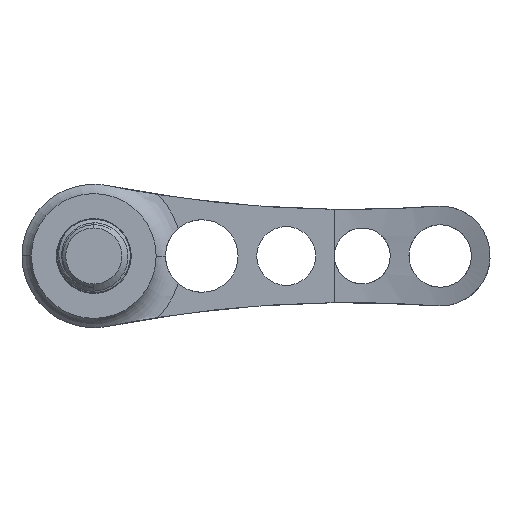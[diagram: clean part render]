
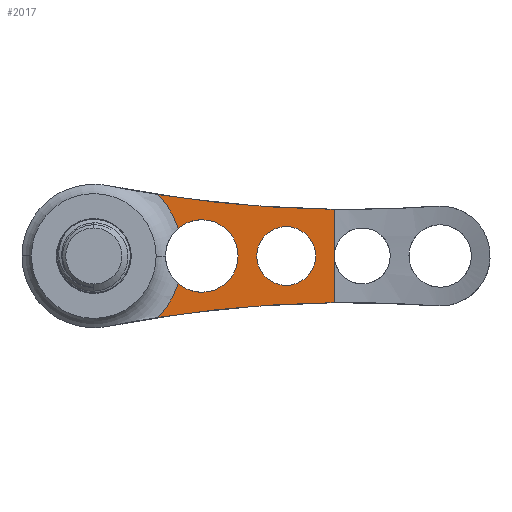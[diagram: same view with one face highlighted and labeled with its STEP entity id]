
A CAD part, left-side view. The second image highlights one B-rep face of the part: STEP entity #2017.
In plain terms, the highlighted face is planar.
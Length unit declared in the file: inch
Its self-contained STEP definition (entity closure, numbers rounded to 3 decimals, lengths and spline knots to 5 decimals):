
#105 = CIRCLE ( 'NONE', #1200, 0.22877 ) ;
#325 = CARTESIAN_POINT ( 'NONE',  ( -0.17424, 1.65176, 0.19685 ) ) ;
#393 = FACE_OUTER_BOUND ( 'NONE', #3983, .T. ) ;
#395 = DIRECTION ( 'NONE',  ( 0., 0., -1. ) ) ;
#474 = DIRECTION ( 'NONE',  ( 0., -1., 0. ) ) ;
#528 = EDGE_CURVE ( 'NONE', #4243, #6081, #9691, .T. ) ;
#559 = AXIS2_PLACEMENT_3D ( 'NONE', #7281, #9464, #474 ) ;
#600 = EDGE_CURVE ( 'NONE', #1954, #2553, #1454, .T. ) ;
#964 = CARTESIAN_POINT ( 'NONE',  ( 0., 0.97124, 0.19685 ) ) ;
#979 = DIRECTION ( 'NONE',  ( 0., -1., 0. ) ) ;
#1020 = AXIS2_PLACEMENT_3D ( 'NONE', #964, #6991, #5747 ) ;
#1126 = CARTESIAN_POINT ( 'NONE',  ( -0.18539, 0.97124, 0.19685 ) ) ;
#1200 = AXIS2_PLACEMENT_3D ( 'NONE', #6922, #5491, #5348 ) ;
#1329 = ORIENTED_EDGE ( 'NONE', *, *, #5486, .T. ) ;
#1354 = CIRCLE ( 'NONE', #2762, 7.73513 ) ;
#1402 = DIRECTION ( 'NONE',  ( 0., 0., 1. ) ) ;
#1454 = CIRCLE ( 'NONE', #6973, 0.18539 ) ;
#1635 = ORIENTED_EDGE ( 'NONE', *, *, #9771, .T. ) ;
#1951 = AXIS2_PLACEMENT_3D ( 'NONE', #7622, #5304, #4510 ) ;
#1954 = VERTEX_POINT ( 'NONE', #1126 ) ;
#1998 = CARTESIAN_POINT ( 'NONE',  ( 0., 2.18504, 0.19685 ) ) ;
#2001 = CARTESIAN_POINT ( 'NONE',  ( -0.22877, 1.50351, 0.19685 ) ) ;
#2009 = DIRECTION ( 'NONE',  ( -1., 0., 0. ) ) ;
#2017 = ADVANCED_FACE ( 'NONE', ( #6420, #393 ), #3300, .T. ) ;
#2306 = VERTEX_POINT ( 'NONE', #5914 ) ;
#2553 = VERTEX_POINT ( 'NONE', #9027 ) ;
#2563 = CARTESIAN_POINT ( 'NONE',  ( -0.29451, 0.66929, 0.19685 ) ) ;
#2591 = CIRCLE ( 'NONE', #559, 0.22877 ) ;
#2604 = ORIENTED_EDGE ( 'NONE', *, *, #3650, .F. ) ;
#2704 = CARTESIAN_POINT ( 'NONE',  ( -8.02913, 0.58051, 0.19685 ) ) ;
#2762 = AXIS2_PLACEMENT_3D ( 'NONE', #2704, #395, #3405 ) ;
#2922 = AXIS2_PLACEMENT_3D ( 'NONE', #1998, #3442, #6502 ) ;
#3265 = DIRECTION ( 'NONE',  ( 0., -1., 0. ) ) ;
#3300 = PLANE ( 'NONE',  #4342 ) ;
#3403 = CARTESIAN_POINT ( 'NONE',  ( 1.5, 2.95276, 0.19685 ) ) ;
#3405 = DIRECTION ( 'NONE',  ( 0., -1., 0. ) ) ;
#3442 = DIRECTION ( 'NONE',  ( 0., 0., -1. ) ) ;
#3501 = ORIENTED_EDGE ( 'NONE', *, *, #3732, .T. ) ;
#3650 = EDGE_CURVE ( 'NONE', #9642, #7167, #5674, .T. ) ;
#3668 = AXIS2_PLACEMENT_3D ( 'NONE', #3722, #1402, #4414 ) ;
#3714 = VECTOR ( 'NONE', #2009, 39.37008 ) ;
#3722 = CARTESIAN_POINT ( 'NONE',  ( 8.02913, 0.58051, 0.19685 ) ) ;
#3732 = EDGE_CURVE ( 'NONE', #5088, #7167, #1354, .T. ) ;
#3808 = ORIENTED_EDGE ( 'NONE', *, *, #9091, .T. ) ;
#3983 = EDGE_LOOP ( 'NONE', ( #3808, #9143, #1329, #7997, #1635, #3501, #2604, #6637 ) ) ;
#3999 = CARTESIAN_POINT ( 'NONE',  ( 0.29451, 0.66929, 0.19685 ) ) ;
#4098 = DIRECTION ( 'NONE',  ( 0., -1., 0. ) ) ;
#4241 = VERTEX_POINT ( 'NONE', #325 ) ;
#4243 = VERTEX_POINT ( 'NONE', #4671 ) ;
#4342 = AXIS2_PLACEMENT_3D ( 'NONE', #3403, #5525, #979 ) ;
#4414 = DIRECTION ( 'NONE',  ( 0., -1., 0. ) ) ;
#4440 = ORIENTED_EDGE ( 'NONE', *, *, #600, .T. ) ;
#4510 = DIRECTION ( 'NONE',  ( 0., -1., 0. ) ) ;
#4671 = CARTESIAN_POINT ( 'NONE',  ( 0.17424, 1.65176, 0.19685 ) ) ;
#4703 = CARTESIAN_POINT ( 'NONE',  ( 0., 0.97124, 0.19685 ) ) ;
#4948 = CARTESIAN_POINT ( 'NONE',  ( 0., 2.18504, 0.19685 ) ) ;
#5088 = VERTEX_POINT ( 'NONE', #9262 ) ;
#5186 = EDGE_CURVE ( 'NONE', #2553, #1954, #5442, .T. ) ;
#5304 = DIRECTION ( 'NONE',  ( 0., 0., -1. ) ) ;
#5348 = DIRECTION ( 'NONE',  ( 0., -1., 0. ) ) ;
#5397 = CARTESIAN_POINT ( 'NONE',  ( 0.22877, 1.50351, 0.19685 ) ) ;
#5442 = CIRCLE ( 'NONE', #1020, 0.18539 ) ;
#5486 = EDGE_CURVE ( 'NONE', #6081, #7718, #2591, .T. ) ;
#5491 = DIRECTION ( 'NONE',  ( 0., 0., -1. ) ) ;
#5525 = DIRECTION ( 'NONE',  ( 0., 0., 1. ) ) ;
#5674 = LINE ( 'NONE', #7161, #3714 ) ;
#5747 = DIRECTION ( 'NONE',  ( 0., -1., 0. ) ) ;
#5907 = EDGE_CURVE ( 'NONE', #2306, #9642, #7929, .T. ) ;
#5914 = CARTESIAN_POINT ( 'NONE',  ( 0.38746, 1.7793, 0.19685 ) ) ;
#6081 = VERTEX_POINT ( 'NONE', #5397 ) ;
#6420 = FACE_BOUND ( 'NONE', #9109, .T. ) ;
#6502 = DIRECTION ( 'NONE',  ( 0., -1., 0. ) ) ;
#6637 = ORIENTED_EDGE ( 'NONE', *, *, #5907, .F. ) ;
#6726 = AXIS2_PLACEMENT_3D ( 'NONE', #4948, #7121, #4098 ) ;
#6922 = CARTESIAN_POINT ( 'NONE',  ( 0., 1.50351, 0.19685 ) ) ;
#6973 = AXIS2_PLACEMENT_3D ( 'NONE', #4703, #7715, #3265 ) ;
#6991 = DIRECTION ( 'NONE',  ( 0., 0., -1. ) ) ;
#7121 = DIRECTION ( 'NONE',  ( 0., 0., -1. ) ) ;
#7161 = CARTESIAN_POINT ( 'NONE',  ( 1.5, 0.66929, 0.19685 ) ) ;
#7167 = VERTEX_POINT ( 'NONE', #2563 ) ;
#7281 = CARTESIAN_POINT ( 'NONE',  ( 0., 1.50351, 0.19685 ) ) ;
#7622 = CARTESIAN_POINT ( 'NONE',  ( 0., 1.50351, 0.19685 ) ) ;
#7715 = DIRECTION ( 'NONE',  ( 0., 0., -1. ) ) ;
#7718 = VERTEX_POINT ( 'NONE', #2001 ) ;
#7824 = CIRCLE ( 'NONE', #6726, 0.56102 ) ;
#7929 = CIRCLE ( 'NONE', #3668, 7.73513 ) ;
#7997 = ORIENTED_EDGE ( 'NONE', *, *, #9525, .T. ) ;
#8081 = ORIENTED_EDGE ( 'NONE', *, *, #5186, .T. ) ;
#8297 = CIRCLE ( 'NONE', #2922, 0.56102 ) ;
#9027 = CARTESIAN_POINT ( 'NONE',  ( 0.18539, 0.97124, 0.19685 ) ) ;
#9091 = EDGE_CURVE ( 'NONE', #2306, #4243, #8297, .T. ) ;
#9109 = EDGE_LOOP ( 'NONE', ( #4440, #8081 ) ) ;
#9143 = ORIENTED_EDGE ( 'NONE', *, *, #528, .T. ) ;
#9262 = CARTESIAN_POINT ( 'NONE',  ( -0.38746, 1.7793, 0.19685 ) ) ;
#9464 = DIRECTION ( 'NONE',  ( 0., 0., -1. ) ) ;
#9525 = EDGE_CURVE ( 'NONE', #7718, #4241, #105, .T. ) ;
#9642 = VERTEX_POINT ( 'NONE', #3999 ) ;
#9691 = CIRCLE ( 'NONE', #1951, 0.22877 ) ;
#9771 = EDGE_CURVE ( 'NONE', #4241, #5088, #7824, .T. ) ;
